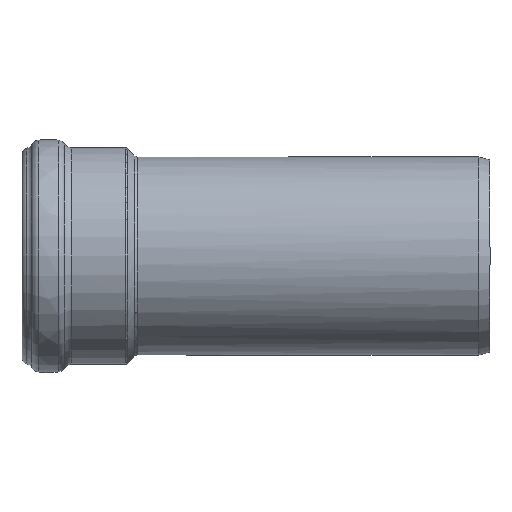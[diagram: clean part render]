
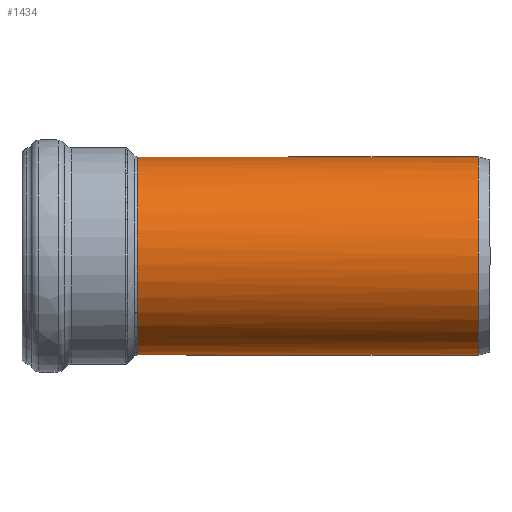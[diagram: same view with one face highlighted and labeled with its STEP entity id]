
A CAD part, left-side view. The second image highlights one B-rep face of the part: STEP entity #1434.
In plain terms, the highlighted cylindrical face has radius 55.15 mm (diameter 110.3 mm), a full revolution.
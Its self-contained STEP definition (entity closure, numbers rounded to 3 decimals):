
#60=CYLINDRICAL_SURFACE('',#1529,55.15);
#77=LINE('',#3453,#104);
#104=VECTOR('',#1788,55.15);
#152=FACE_OUTER_BOUND('',#228,.T.);
#228=EDGE_LOOP('',(#986,#987,#988,#989,#990,#991,#992));
#305=CIRCLE('',#1530,55.15);
#306=CIRCLE('',#1531,55.15);
#307=CIRCLE('',#1532,55.15);
#479=B_SPLINE_CURVE_WITH_KNOTS('',3,(#2897,#2898,#2899,#2900,#2901,#2902,
#2903,#2904,#2905,#2906,#2907,#2908,#2909,#2910,#2911,#2912,#2913,#2914),
 .UNSPECIFIED.,.F.,.F.,(4,1,1,1,1,1,1,1,1,1,1,1,1,1,1,4),(-33.585,
-32.386,-31.186,-28.787,-26.389,
-25.189,-24.589,-24.289,-23.99,
-23.19,-22.39,-21.591,-20.791,
-19.192,-17.592,-16.793),.UNSPECIFIED.);
#480=B_SPLINE_CURVE_WITH_KNOTS('',3,(#2915,#2916,#2917,#2918,#2919,#2920,
#2921,#2922,#2923,#2924,#2925,#2926,#2927,#2928,#2929,#2930,#2931),
 .UNSPECIFIED.,.F.,.F.,(4,1,1,1,1,1,1,1,1,1,1,1,1,1,4),(-16.793,
-15.993,-14.394,-12.794,-11.995,
-11.195,-10.395,-9.596,-8.796,
-7.997,-6.397,-4.798,-2.399,
-1.199,0.),.UNSPECIFIED.);
#519=VERTEX_POINT('',#2695);
#521=VERTEX_POINT('',#2894);
#522=VERTEX_POINT('',#2896);
#541=VERTEX_POINT('',#3452);
#542=VERTEX_POINT('',#3454);
#696=EDGE_CURVE('',#521,#522,#479,.T.);
#697=EDGE_CURVE('',#522,#519,#480,.T.);
#726=EDGE_CURVE('',#519,#521,#305,.T.);
#727=EDGE_CURVE('',#522,#541,#77,.T.);
#728=EDGE_CURVE('',#541,#542,#306,.T.);
#729=EDGE_CURVE('',#542,#541,#307,.T.);
#986=ORIENTED_EDGE('',*,*,#696,.F.);
#987=ORIENTED_EDGE('',*,*,#726,.F.);
#988=ORIENTED_EDGE('',*,*,#697,.F.);
#989=ORIENTED_EDGE('',*,*,#727,.T.);
#990=ORIENTED_EDGE('',*,*,#728,.T.);
#991=ORIENTED_EDGE('',*,*,#729,.T.);
#992=ORIENTED_EDGE('',*,*,#727,.F.);
#1434=ADVANCED_FACE('',(#152),#60,.T.);
#1529=AXIS2_PLACEMENT_3D('',#3450,#1784,#1785);
#1530=AXIS2_PLACEMENT_3D('',#3451,#1786,#1787);
#1531=AXIS2_PLACEMENT_3D('',#3455,#1789,#1790);
#1532=AXIS2_PLACEMENT_3D('',#3456,#1791,#1792);
#1784=DIRECTION('center_axis',(0.,1.,0.));
#1785=DIRECTION('ref_axis',(-1.,0.,0.));
#1786=DIRECTION('center_axis',(0.,1.,0.));
#1787=DIRECTION('ref_axis',(1.,0.,0.));
#1788=DIRECTION('',(0.,-1.,0.));
#1789=DIRECTION('center_axis',(0.,1.,0.));
#1790=DIRECTION('ref_axis',(1.,0.,0.));
#1791=DIRECTION('center_axis',(0.,1.,0.));
#1792=DIRECTION('ref_axis',(1.,0.,0.));
#2695=CARTESIAN_POINT('',(52.936,196.083,-15.469));
#2894=CARTESIAN_POINT('',(52.936,196.083,15.469));
#2896=CARTESIAN_POINT('',(55.15,73.091,0.));
#2897=CARTESIAN_POINT('Ctrl Pts',(52.936,196.083,15.469));
#2898=CARTESIAN_POINT('Ctrl Pts',(52.057,193.635,18.476));
#2899=CARTESIAN_POINT('Ctrl Pts',(50.007,187.877,23.663));
#2900=CARTESIAN_POINT('Ctrl Pts',(45.482,174.822,31.699));
#2901=CARTESIAN_POINT('Ctrl Pts',(39.662,156.971,38.7));
#2902=CARTESIAN_POINT('Ctrl Pts',(34.511,138.148,43.1));
#2903=CARTESIAN_POINT('Ctrl Pts',(32.145,124.434,44.816));
#2904=CARTESIAN_POINT('Ctrl Pts',(31.592,117.464,45.205));
#2905=CARTESIAN_POINT('Ctrl Pts',(31.519,113.466,45.256));
#2906=CARTESIAN_POINT('Ctrl Pts',(31.657,108.804,45.159));
#2907=CARTESIAN_POINT('Ctrl Pts',(32.473,102.516,44.59));
#2908=CARTESIAN_POINT('Ctrl Pts',(34.974,95.092,42.706));
#2909=CARTESIAN_POINT('Ctrl Pts',(38.678,88.754,39.445));
#2910=CARTESIAN_POINT('Ctrl Pts',(44.272,81.98,33.395));
#2911=CARTESIAN_POINT('Ctrl Pts',(50.839,76.281,23.14));
#2912=CARTESIAN_POINT('Ctrl Pts',(54.586,73.507,10.563));
#2913=CARTESIAN_POINT('Ctrl Pts',(55.147,73.091,2.64));
#2914=CARTESIAN_POINT('Ctrl Pts',(55.147,73.091,0.));
#2915=CARTESIAN_POINT('Ctrl Pts',(55.147,73.091,0.));
#2916=CARTESIAN_POINT('Ctrl Pts',(55.147,73.091,-2.645));
#2917=CARTESIAN_POINT('Ctrl Pts',(54.584,73.508,-10.573));
#2918=CARTESIAN_POINT('Ctrl Pts',(50.835,76.286,-23.153));
#2919=CARTESIAN_POINT('Ctrl Pts',(44.265,81.987,-33.405));
#2920=CARTESIAN_POINT('Ctrl Pts',(38.67,88.764,-39.452));
#2921=CARTESIAN_POINT('Ctrl Pts',(34.97,95.105,-42.71));
#2922=CARTESIAN_POINT('Ctrl Pts',(32.468,102.532,-44.593));
#2923=CARTESIAN_POINT('Ctrl Pts',(31.442,110.474,-45.309));
#2924=CARTESIAN_POINT('Ctrl Pts',(31.566,118.487,-45.224));
#2925=CARTESIAN_POINT('Ctrl Pts',(32.785,129.057,-44.362));
#2926=CARTESIAN_POINT('Ctrl Pts',(35.55,141.951,-42.264));
#2927=CARTESIAN_POINT('Ctrl Pts',(40.426,159.353,-37.773));
#2928=CARTESIAN_POINT('Ctrl Pts',(45.487,174.821,-31.696));
#2929=CARTESIAN_POINT('Ctrl Pts',(50.005,187.876,-23.664));
#2930=CARTESIAN_POINT('Ctrl Pts',(52.057,193.635,-18.476));
#2931=CARTESIAN_POINT('Ctrl Pts',(52.936,196.083,-15.469));
#3450=CARTESIAN_POINT('Origin',(0.,101.292,
0.));
#3451=CARTESIAN_POINT('Origin',(0.,196.083,
0.));
#3452=CARTESIAN_POINT('',(55.15,6.5,0.));
#3453=CARTESIAN_POINT('',(55.15,101.292,0.));
#3454=CARTESIAN_POINT('',(-55.15,6.5,0.));
#3455=CARTESIAN_POINT('Origin',(0.,6.5,
0.));
#3456=CARTESIAN_POINT('Origin',(0.,6.5,
0.));
